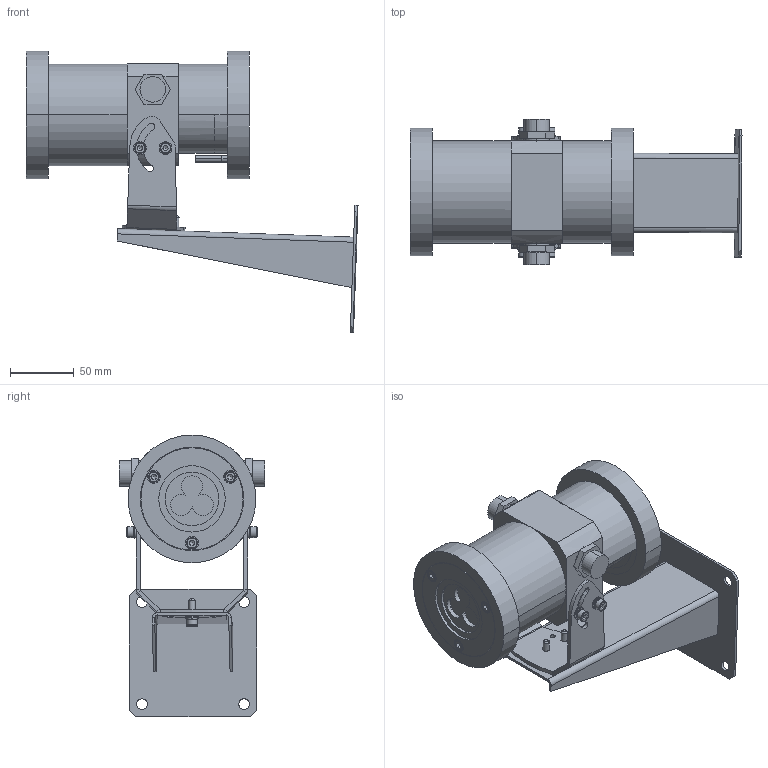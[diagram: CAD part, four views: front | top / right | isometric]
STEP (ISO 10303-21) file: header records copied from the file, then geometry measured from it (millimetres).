
FILE_DESCRIPTION(('STEP AP203'), '1');
FILE_NAME('telos_mk-íîâûé êðîíøòåéí', '2017-07-04T09:44:56', (' '), (' '), 'ASCON STEP Converter 1.3', 'ASCON Math Kernel', '');
FILE_SCHEMA(('CONFIG_CONTROL_DESIGN'));
Length unit declared in the file: millimetre
Products named in the file (17): 1; 2; 3; 4; 5; 6; 7; 8; 9; 10; 11; 12; 13; 14; 15; 16; 17
Assembly tree (45 placements, depth 2):
  1
    2
    3
    4
    5
    6
    7
    8
    9  x2
    10
    11
    12
    13  x2
    14
    15  x6
    16  x12
    17  x12
Bounding box: 259.97 x 114 x 220.77 mm (x, y, z)
Volume: 621207.4 mm3; surface area: 245400.2 mm2
Topology: 44 solids, 46 shells, 666 faces, 1468 edges, 940 vertices
Faces by surface type: plane 343, cylinder 269, cone 26, torus 24, bspline 4
Full cylindrical faces by diameter (mm): 4.1 x4, 4.2 x4, 5 x12, 5.1 x3, 5.5 x6, 8.5 x16, 10 x6
Entity records: 13638 total; most frequent: CARTESIAN_POINT 2648, DIRECTION 2155, ORIENTED_EDGE 1788, EDGE_CURVE 894, AXIS2_PLACEMENT_3D 861, VERTEX_POINT 571, EDGE_LOOP 493, LINE 433
